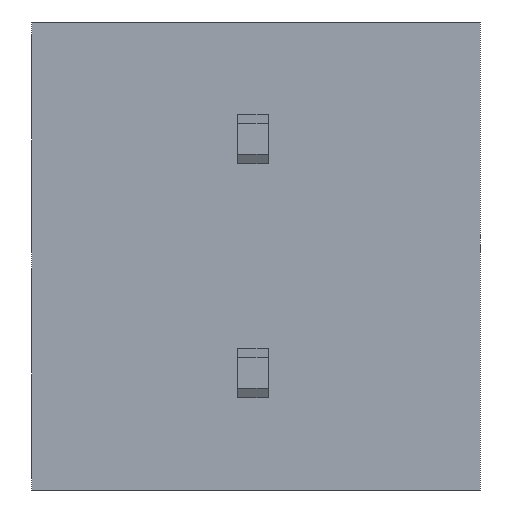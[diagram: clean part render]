
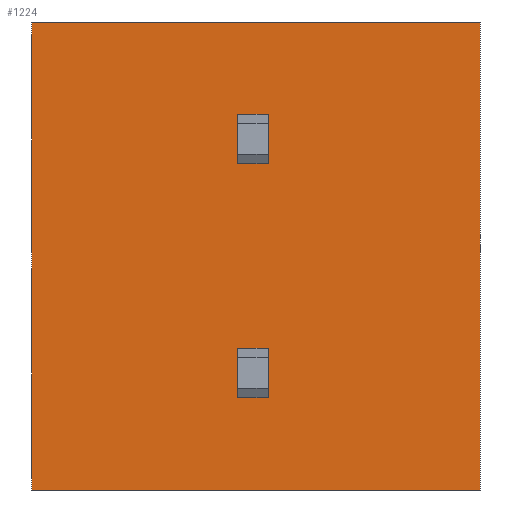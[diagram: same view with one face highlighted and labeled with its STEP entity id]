
A CAD part, front view. The second image highlights one B-rep face of the part: STEP entity #1224.
In plain terms, the highlighted planar face has unit normal (0, -1, 0).
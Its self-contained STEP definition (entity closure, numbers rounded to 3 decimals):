
#53=DIRECTION('',(1.,0.,0.));
#54=VECTOR('',#53,0.5);
#55=CARTESIAN_POINT('',(-0.25,0.,-0.4));
#56=LINE('',#55,#54);
#57=DIRECTION('',(0.,0.,1.));
#58=VECTOR('',#57,0.8);
#59=CARTESIAN_POINT('',(0.25,0.,-0.4));
#60=LINE('',#59,#58);
#61=DIRECTION('',(-1.,0.,0.));
#62=VECTOR('',#61,0.5);
#63=CARTESIAN_POINT('',(0.25,0.,0.4));
#64=LINE('',#63,#62);
#65=DIRECTION('',(0.,0.,-1.));
#66=VECTOR('',#65,0.8);
#67=CARTESIAN_POINT('',(-0.25,0.,0.4));
#68=LINE('',#67,#66);
#69=DIRECTION('',(1.,0.,0.));
#70=VECTOR('',#69,7.3);
#71=CARTESIAN_POINT('',(-3.6,0.,5.715));
#72=LINE('',#71,#70);
#73=DIRECTION('',(-1.,0.,0.));
#74=VECTOR('',#73,7.3);
#75=CARTESIAN_POINT('',(3.7,0.,-1.905));
#76=LINE('',#75,#74);
#77=DIRECTION('',(0.,0.,-1.));
#78=VECTOR('',#77,7.62);
#79=CARTESIAN_POINT('',(-3.6,0.,5.715));
#80=LINE('',#79,#78);
#81=DIRECTION('',(0.,0.,1.));
#82=VECTOR('',#81,0.8);
#83=CARTESIAN_POINT('',(0.25,0.,3.41));
#84=LINE('',#83,#82);
#85=DIRECTION('',(-1.,0.,0.));
#86=VECTOR('',#85,0.5);
#87=CARTESIAN_POINT('',(0.25,0.,4.21));
#88=LINE('',#87,#86);
#89=DIRECTION('',(0.,0.,-1.));
#90=VECTOR('',#89,0.8);
#91=CARTESIAN_POINT('',(-0.25,0.,4.21));
#92=LINE('',#91,#90);
#93=DIRECTION('',(-1.,0.,0.));
#94=VECTOR('',#93,0.5);
#95=CARTESIAN_POINT('',(0.25,0.,3.41));
#96=LINE('',#95,#94);
#153=DIRECTION('',(0.,0.,-1.));
#154=VECTOR('',#153,7.62);
#155=CARTESIAN_POINT('',(3.7,0.,5.715));
#156=LINE('',#155,#154);
#942=CARTESIAN_POINT('',(3.7,0.,5.715));
#944=VERTEX_POINT('',#942);
#960=CARTESIAN_POINT('',(-3.6,0.,5.715));
#961=VERTEX_POINT('',#960);
#962=CARTESIAN_POINT('',(3.7,0.,-1.905));
#964=VERTEX_POINT('',#962);
#980=CARTESIAN_POINT('',(-3.6,0.,-1.905));
#981=VERTEX_POINT('',#980);
#1059=CARTESIAN_POINT('',(-0.25,0.,0.4));
#1060=CARTESIAN_POINT('',(-0.25,0.,-0.4));
#1061=VERTEX_POINT('',#1059);
#1062=VERTEX_POINT('',#1060);
#1063=CARTESIAN_POINT('',(0.25,0.,-0.4));
#1064=CARTESIAN_POINT('',(0.25,0.,0.4));
#1065=VERTEX_POINT('',#1063);
#1066=VERTEX_POINT('',#1064);
#1120=CARTESIAN_POINT('',(0.25,0.,4.21));
#1121=VERTEX_POINT('',#1120);
#1122=CARTESIAN_POINT('',(0.25,0.,3.41));
#1123=VERTEX_POINT('',#1122);
#1124=CARTESIAN_POINT('',(-0.25,0.,4.21));
#1125=VERTEX_POINT('',#1124);
#1126=CARTESIAN_POINT('',(-0.25,0.,3.41));
#1127=VERTEX_POINT('',#1126);
#1190=CARTESIAN_POINT('',(-3.6,0.,5.715));
#1191=DIRECTION('',(0.,-1.,0.));
#1192=DIRECTION('',(1.,0.,0.));
#1193=AXIS2_PLACEMENT_3D('',#1190,#1191,#1192);
#1194=PLANE('',#1193);
#1195=ORIENTED_EDGE('',*,*,#1167,.T.);
#1197=ORIENTED_EDGE('',*,*,#1196,.T.);
#1199=ORIENTED_EDGE('',*,*,#1198,.T.);
#1201=ORIENTED_EDGE('',*,*,#1200,.F.);
#1202=EDGE_LOOP('',(#1195,#1197,#1199,#1201));
#1203=FACE_OUTER_BOUND('',#1202,.F.);
#1205=ORIENTED_EDGE('',*,*,#1204,.T.);
#1207=ORIENTED_EDGE('',*,*,#1206,.T.);
#1209=ORIENTED_EDGE('',*,*,#1208,.T.);
#1211=ORIENTED_EDGE('',*,*,#1210,.T.);
#1212=EDGE_LOOP('',(#1205,#1207,#1209,#1211));
#1213=FACE_BOUND('',#1212,.F.);
#1215=ORIENTED_EDGE('',*,*,#1214,.T.);
#1217=ORIENTED_EDGE('',*,*,#1216,.T.);
#1219=ORIENTED_EDGE('',*,*,#1218,.T.);
#1221=ORIENTED_EDGE('',*,*,#1220,.F.);
#1222=EDGE_LOOP('',(#1215,#1217,#1219,#1221));
#1223=FACE_BOUND('',#1222,.F.);
#1167=EDGE_CURVE('',#961,#944,#72,.T.);
#1196=EDGE_CURVE('',#944,#964,#156,.T.);
#1198=EDGE_CURVE('',#964,#981,#76,.T.);
#1200=EDGE_CURVE('',#961,#981,#80,.T.);
#1204=EDGE_CURVE('',#1062,#1065,#56,.T.);
#1206=EDGE_CURVE('',#1065,#1066,#60,.T.);
#1208=EDGE_CURVE('',#1066,#1061,#64,.T.);
#1210=EDGE_CURVE('',#1061,#1062,#68,.T.);
#1214=EDGE_CURVE('',#1123,#1121,#84,.T.);
#1216=EDGE_CURVE('',#1121,#1125,#88,.T.);
#1218=EDGE_CURVE('',#1125,#1127,#92,.T.);
#1220=EDGE_CURVE('',#1123,#1127,#96,.T.);
#1224=ADVANCED_FACE('',(#1203,#1213,#1223),#1194,.T.);
